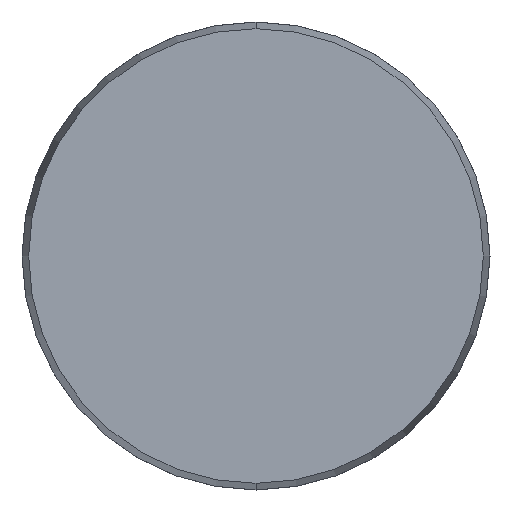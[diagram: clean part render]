
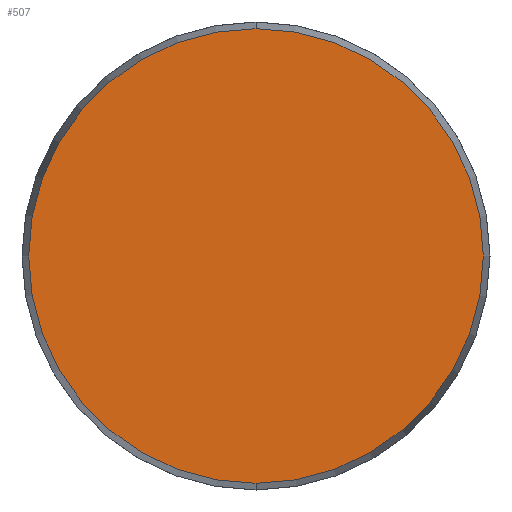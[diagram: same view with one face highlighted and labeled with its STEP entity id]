
A CAD part, front view. The second image highlights one B-rep face of the part: STEP entity #507.
In plain terms, the highlighted planar face has unit normal (0, -1, 0).
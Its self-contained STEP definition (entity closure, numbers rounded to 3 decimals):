
#48 = CIRCLE ( 'NONE', #396, 29.143 ) ;
#86 = CIRCLE ( 'NONE', #258, 29.143 ) ;
#199 = EDGE_LOOP ( 'NONE', ( #614, #844 ) ) ;
#257 = PLANE ( 'NONE',  #311 ) ;
#258 = AXIS2_PLACEMENT_3D ( 'NONE', #800, #657, #901 ) ;
#311 = AXIS2_PLACEMENT_3D ( 'NONE', #963, #479, #338 ) ;
#338 = DIRECTION ( 'NONE',  ( 0., 0., 1. ) ) ;
#368 = VERTEX_POINT ( 'NONE', #392 ) ;
#392 = CARTESIAN_POINT ( 'NONE',  ( 0., 0., 29.143 ) ) ;
#396 = AXIS2_PLACEMENT_3D ( 'NONE', #796, #733, #404 ) ;
#404 = DIRECTION ( 'NONE',  ( 0., 0., -1. ) ) ;
#421 = VERTEX_POINT ( 'NONE', #633 ) ;
#433 = EDGE_CURVE ( 'NONE', #368, #421, #48, .T. ) ;
#479 = DIRECTION ( 'NONE',  ( 0., 1., 0. ) ) ;
#507 = ADVANCED_FACE ( 'NONE', ( #720 ), #257, .F. ) ;
#530 = EDGE_CURVE ( 'NONE', #421, #368, #86, .T. ) ;
#614 = ORIENTED_EDGE ( 'NONE', *, *, #433, .T. ) ;
#633 = CARTESIAN_POINT ( 'NONE',  ( 0., 0., -29.143 ) ) ;
#657 = DIRECTION ( 'NONE',  ( 0., -1., 0. ) ) ;
#720 = FACE_OUTER_BOUND ( 'NONE', #199, .T. ) ;
#733 = DIRECTION ( 'NONE',  ( 0., -1., 0. ) ) ;
#796 = CARTESIAN_POINT ( 'NONE',  ( 0., 0., 0. ) ) ;
#800 = CARTESIAN_POINT ( 'NONE',  ( 0., 0., 0. ) ) ;
#844 = ORIENTED_EDGE ( 'NONE', *, *, #530, .T. ) ;
#901 = DIRECTION ( 'NONE',  ( 0., 0., -1. ) ) ;
#963 = CARTESIAN_POINT ( 'NONE',  ( -29.143, 0., 0. ) ) ;
